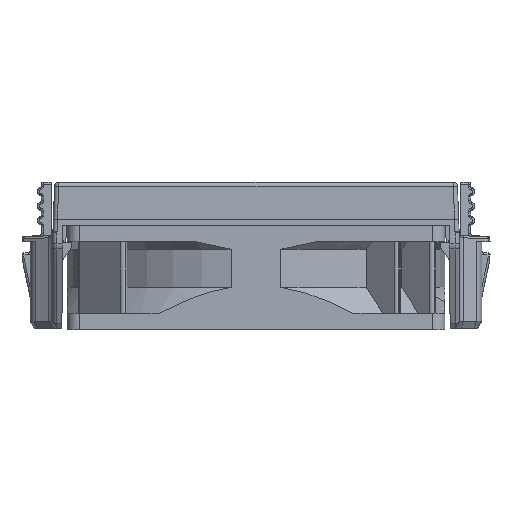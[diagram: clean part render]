
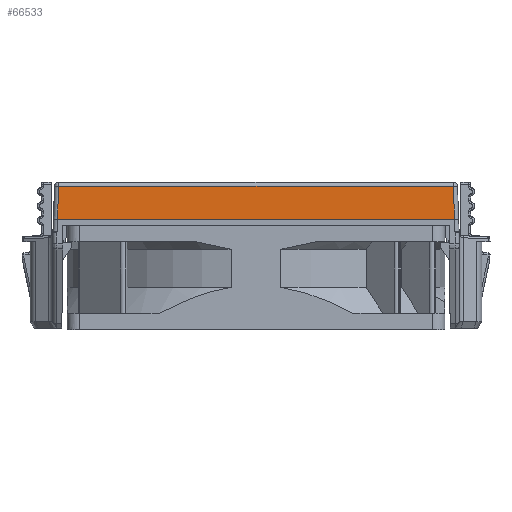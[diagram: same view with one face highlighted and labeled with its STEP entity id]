
A CAD part, front view. The second image highlights one B-rep face of the part: STEP entity #66533.
In plain terms, the highlighted planar face has unit normal (0, -1, 0.009).
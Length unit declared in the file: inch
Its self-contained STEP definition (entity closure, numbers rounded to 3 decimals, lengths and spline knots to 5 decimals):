
#7284 = DIRECTION ( 'NONE',  ( 1., 0., 0. ) ) ;
#7987 = CARTESIAN_POINT ( 'NONE',  ( -0.63464, -1.81091, -0.35431 ) ) ;
#8700 = CARTESIAN_POINT ( 'NONE',  ( -1.94882, -1.81091, -0.35433 ) ) ;
#8719 = VECTOR ( 'NONE', #7284, 39.37008 ) ;
#10758 = CARTESIAN_POINT ( 'NONE',  ( -1.89293, -1.80816, -0.03903 ) ) ;
#10982 = EDGE_CURVE ( 'NONE', #35411, #17090, #50148, .T. ) ;
#15129 = CARTESIAN_POINT ( 'NONE',  ( -1.90393, -1.81091, -0.35427 ) ) ;
#16020 = CARTESIAN_POINT ( 'NONE',  ( 1.89293, -1.80816, -0.03903 ) ) ;
#17090 = VERTEX_POINT ( 'NONE', #15129 ) ;
#21351 = VERTEX_POINT ( 'NONE', #10758 ) ;
#24448 = ORIENTED_EDGE ( 'NONE', *, *, #53861, .T. ) ;
#24738 = ORIENTED_EDGE ( 'NONE', *, *, #10982, .F. ) ;
#26479 = ORIENTED_EDGE ( 'NONE', *, *, #77661, .F. ) ;
#27911 = DIRECTION ( 'NONE',  ( 0., -0.009, -1. ) ) ;
#31645 = ORIENTED_EDGE ( 'NONE', *, *, #62550, .T. ) ;
#32492 = CARTESIAN_POINT ( 'NONE',  ( 1.90393, -1.81091, -0.35439 ) ) ;
#35411 = VERTEX_POINT ( 'NONE', #78462 ) ;
#36660 = FACE_OUTER_BOUND ( 'NONE', #77336, .T. ) ;
#38176 = VERTEX_POINT ( 'NONE', #16020 ) ;
#42868 = VECTOR ( 'NONE', #70841, 39.37008 ) ;
#47735 = AXIS2_PLACEMENT_3D ( 'NONE', #8700, #60579, #27911 ) ;
#48418 = CARTESIAN_POINT ( 'NONE',  ( -1.89293, -1.80816, -0.03903 ) ) ;
#50148 = B_SPLINE_CURVE_WITH_KNOTS ( 'NONE', 3,
 ( #58469, #57678, #7987, #64875 ),
 .UNSPECIFIED., .F., .F.,
 ( 4, 4 ),
 ( 0., 1. ),
 .UNSPECIFIED. ) ;
#50772 = VECTOR ( 'NONE', #61886, 39.37008 ) ;
#53861 = EDGE_CURVE ( 'NONE', #35411, #38176, #75386, .T. ) ;
#57678 = CARTESIAN_POINT ( 'NONE',  ( 0.63464, -1.81091, -0.35435 ) ) ;
#58469 = CARTESIAN_POINT ( 'NONE',  ( 1.90393, -1.81091, -0.35439 ) ) ;
#59567 = LINE ( 'NONE', #48418, #50772 ) ;
#60059 = LINE ( 'NONE', #64692, #8719 ) ;
#60579 = DIRECTION ( 'NONE',  ( 0., -1., 0.009 ) ) ;
#61886 = DIRECTION ( 'NONE',  ( -0.035, -0.009, -0.999 ) ) ;
#62550 = EDGE_CURVE ( 'NONE', #21351, #17090, #59567, .T. ) ;
#64692 = CARTESIAN_POINT ( 'NONE',  ( 8.0949, -1.80816, -0.03903 ) ) ;
#64875 = CARTESIAN_POINT ( 'NONE',  ( -1.90393, -1.81091, -0.35427 ) ) ;
#66238 = PLANE ( 'NONE',  #47735 ) ;
#66533 = ADVANCED_FACE ( 'NONE', ( #36660 ), #66238, .T. ) ;
#70841 = DIRECTION ( 'NONE',  ( -0.035, 0.009, 0.999 ) ) ;
#75386 = LINE ( 'NONE', #32492, #42868 ) ;
#77336 = EDGE_LOOP ( 'NONE', ( #26479, #31645, #24738, #24448 ) ) ;
#77661 = EDGE_CURVE ( 'NONE', #21351, #38176, #60059, .T. ) ;
#78462 = CARTESIAN_POINT ( 'NONE',  ( 1.90393, -1.81091, -0.35439 ) ) ;
